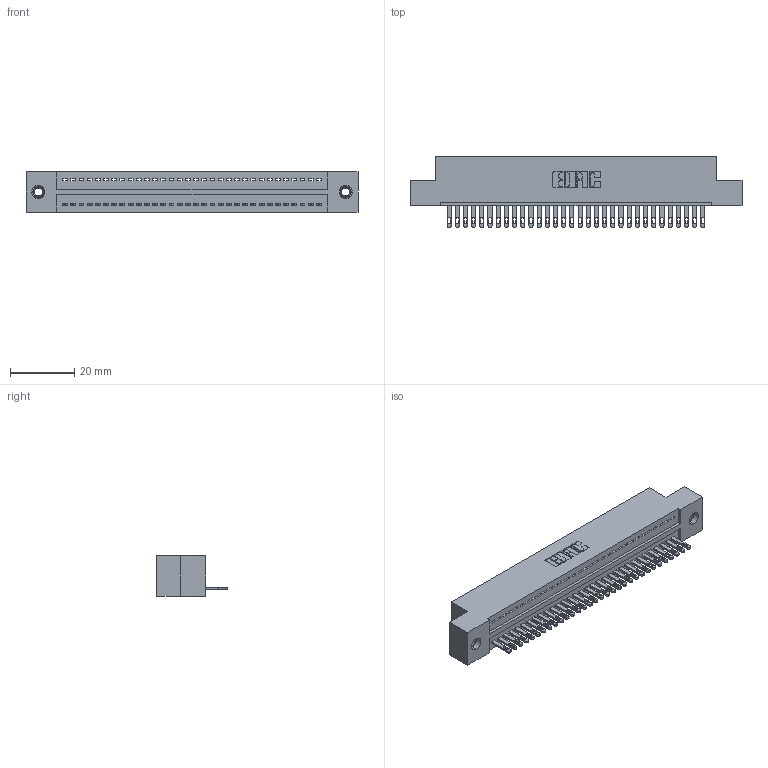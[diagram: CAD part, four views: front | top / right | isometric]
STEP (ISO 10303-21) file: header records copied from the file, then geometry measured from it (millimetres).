
FILE_DESCRIPTION (( 'STEP AP203' ), '1' );
FILE_NAME ('325-032-500-107.STEP', '2020-02-24T19:27:15', ( '' ), ( '' ), 'SwSTEP 2.0', 'SolidWorks 2016', '' );
FILE_SCHEMA (( 'CONFIG_CONTROL_DESIGN' ));
Length unit declared in the file: inch
Products named in the file (4): 325-292-001_325-293-100; 345-250-001_345-250-005-103; 325 Part_TI; 325-032-500-107
Assembly tree (35 placements, depth 2):
  325-032-500-107
    325 Part_TI
    325-292-001_325-293-100  x32
    345-250-001_345-250-005-103  x2
Bounding box: 103 x 21.84 x 12.45 mm (x, y, z)
Volume: 13003.2 mm3; surface area: 14138.4 mm2
Topology: 35 solids, 35 shells, 1902 faces, 5823 edges, 3874 vertices
Faces by surface type: plane 1254, cylinder 632, cone 12, torus 4
Entity records: 21972 total; most frequent: CARTESIAN_POINT 3773, ORIENTED_EDGE 3734, DIRECTION 3237, EDGE_CURVE 1867, VECTOR 1715, LINE 1715, VERTEX_POINT 1240, AXIS2_PLACEMENT_3D 761
